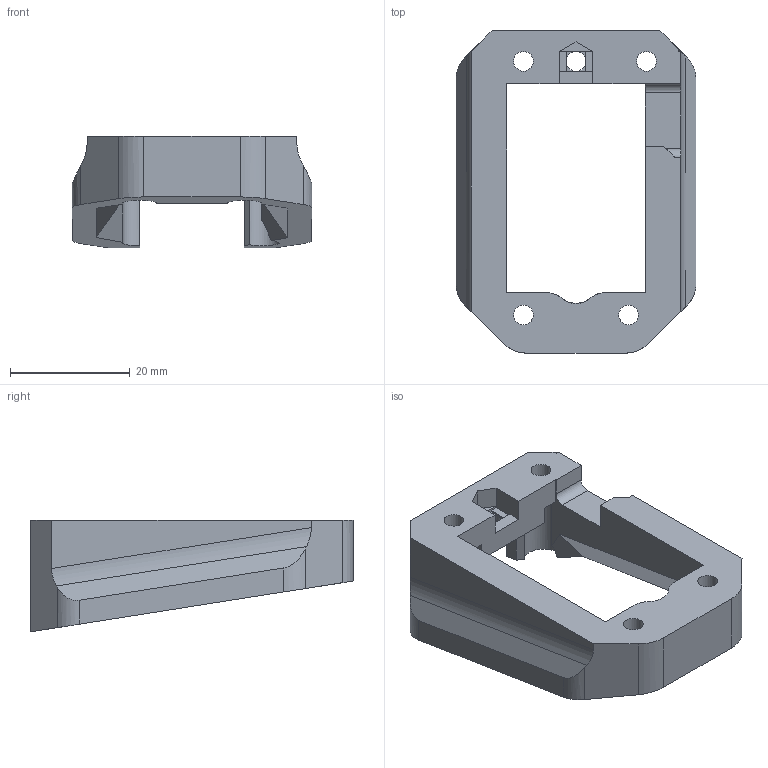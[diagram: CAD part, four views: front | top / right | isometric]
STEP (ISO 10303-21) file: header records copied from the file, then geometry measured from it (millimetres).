
FILE_DESCRIPTION(/* description */ (''),/* implementation_level */ '2;1');
FILE_NAME(/* name */ '15_Magwell.step',/* time_stamp */ '2023-08-25T22:10:00+01:00',/* author */ (''),/* organization */ (''),/* preprocessor_version */ 'ST-DEVELOPER v20',/* originating_system */ 'Autodesk Translation Framework v12.9.0.99',/* authorisation */ '');
FILE_SCHEMA (('AUTOMOTIVE_DESIGN { 1 0 10303 214 3 1 1 }'));
Length unit declared in the file: millimetre
Products named in the file (1): 15. Magwell
Bounding box: 40 x 53.83 x 18.63 mm (x, y, z)
Volume: 11435.9 mm3; surface area: 6326.4 mm2
Topology: 1 solids, 1 shells, 83 faces, 254 edges, 170 vertices
Faces by surface type: plane 59, cylinder 17, bspline 7
Full cylindrical faces by diameter (mm): 3.3 x3
Entity records: 2945 total; most frequent: CARTESIAN_POINT 581, ORIENTED_EDGE 508, DIRECTION 462, EDGE_CURVE 254, LINE 196, VECTOR 196, VERTEX_POINT 170, AXIS2_PLACEMENT_3D 133
